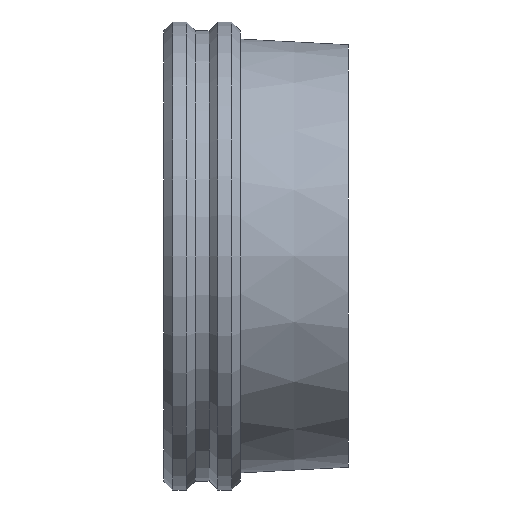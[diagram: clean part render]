
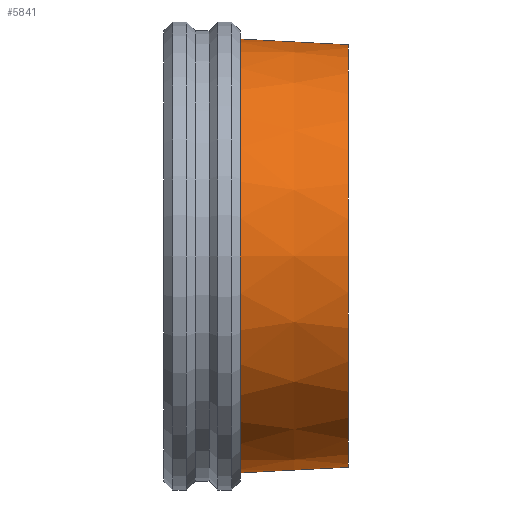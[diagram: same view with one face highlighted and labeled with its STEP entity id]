
A CAD part, left-side view. The second image highlights one B-rep face of the part: STEP entity #5841.
In plain terms, the highlighted conical face has half-angle 3 degrees and reference radius 103.36 mm.
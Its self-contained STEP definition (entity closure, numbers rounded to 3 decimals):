
#25=CONICAL_SURFACE('',#6229,103.36,0.052);
#76=FACE_BOUND('',#1062,.T.);
#683=FACE_OUTER_BOUND('',#1061,.T.);
#1061=EDGE_LOOP('',(#5452));
#1062=EDGE_LOOP('',(#5453));
#1483=CIRCLE('',#6193,101.997);
#1500=CIRCLE('',#6228,104.722);
#2883=VERTEX_POINT('',#13503);
#2900=VERTEX_POINT('',#13555);
#3734=EDGE_CURVE('',#2883,#2883,#1483,.T.);
#3751=EDGE_CURVE('',#2900,#2900,#1500,.T.);
#5452=ORIENTED_EDGE('',*,*,#3751,.T.);
#5453=ORIENTED_EDGE('',*,*,#3734,.F.);
#5841=ADVANCED_FACE('',(#683,#76),#25,.T.);
#6193=AXIS2_PLACEMENT_3D('',#13504,#7307,#7308);
#6228=AXIS2_PLACEMENT_3D('',#13556,#7377,#7378);
#6229=AXIS2_PLACEMENT_3D('',#13557,#7379,#7380);
#7307=DIRECTION('center_axis',(0.,-1.,0.));
#7308=DIRECTION('ref_axis',(1.,0.,0.));
#7377=DIRECTION('center_axis',(0.,-1.,0.));
#7378=DIRECTION('ref_axis',(1.,0.,0.));
#7379=DIRECTION('center_axis',(0.,1.,0.));
#7380=DIRECTION('ref_axis',(1.,0.,0.));
#13503=CARTESIAN_POINT('',(101.997,0.,0.));
#13504=CARTESIAN_POINT('Origin',(0.,0.,0.));
#13555=CARTESIAN_POINT('',(104.722,52.,0.));
#13556=CARTESIAN_POINT('Origin',(0.,52.,0.));
#13557=CARTESIAN_POINT('Origin',(0.,26.,0.));
